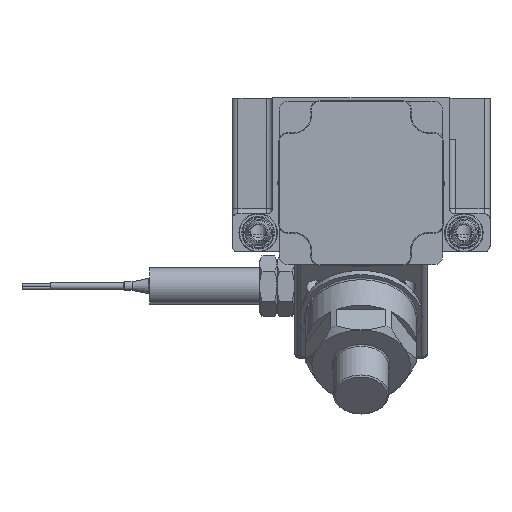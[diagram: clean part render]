
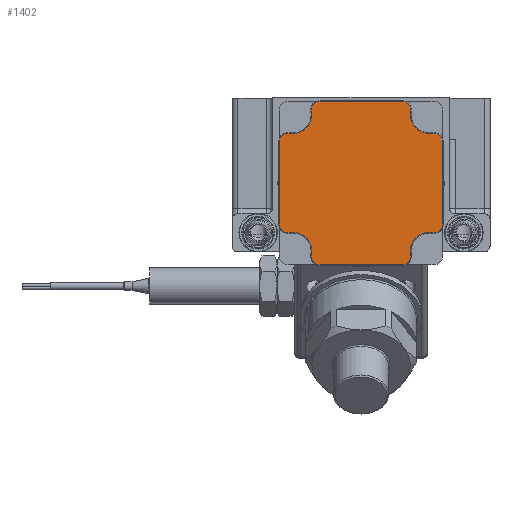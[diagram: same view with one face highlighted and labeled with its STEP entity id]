
A CAD part, top view. The second image highlights one B-rep face of the part: STEP entity #1402.
In plain terms, the highlighted planar face has unit normal (0, 0, 1).
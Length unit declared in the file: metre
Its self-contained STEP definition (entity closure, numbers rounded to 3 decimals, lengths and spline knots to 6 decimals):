
#1402 = ADVANCED_FACE( 'NONE', ( #3193 ), #3194, .T. );
#3193 = FACE_OUTER_BOUND( '', #10375, .T. );
#3194 = PLANE( '', #10376 );
#10375 = EDGE_LOOP( '', ( #18554, #18555, #18556, #18557, #18558, #18559, #18560, #18561, #18562, #18563, #18564, #18565, #18566, #18567, #18568, #18569 ) );
#10376 = AXIS2_PLACEMENT_3D( '', #18570, #18571, #18572 );
#18554 = ORIENTED_EDGE( '', *, *, #22426, .F. );
#18555 = ORIENTED_EDGE( '', *, *, #22427, .T. );
#18556 = ORIENTED_EDGE( '', *, *, #22428, .F. );
#18557 = ORIENTED_EDGE( '', *, *, #22429, .T. );
#18558 = ORIENTED_EDGE( '', *, *, #22430, .F. );
#18559 = ORIENTED_EDGE( '', *, *, #22431, .T. );
#18560 = ORIENTED_EDGE( '', *, *, #22432, .F. );
#18561 = ORIENTED_EDGE( '', *, *, #22433, .T. );
#18562 = ORIENTED_EDGE( '', *, *, #22097, .F. );
#18563 = ORIENTED_EDGE( '', *, *, #22052, .T. );
#18564 = ORIENTED_EDGE( '', *, *, #22434, .F. );
#18565 = ORIENTED_EDGE( '', *, *, #22435, .T. );
#18566 = ORIENTED_EDGE( '', *, *, #21988, .F. );
#18567 = ORIENTED_EDGE( '', *, *, #21069, .T. );
#18568 = ORIENTED_EDGE( '', *, *, #22416, .F. );
#18569 = ORIENTED_EDGE( '', *, *, #21847, .T. );
#18570 = CARTESIAN_POINT( '', ( -0.0282, 0.0282, 0.438271 ) );
#18571 = DIRECTION( '', ( 0., 0., 1. ) );
#18572 = DIRECTION( '', ( 0., 1., 0. ) );
#21069 = EDGE_CURVE( 'NONE', #23201, #23199, #23202, .T. );
#21847 = EDGE_CURVE( 'NONE', #24480, #24478, #24481, .T. );
#21988 = EDGE_CURVE( 'NONE', #23201, #24687, #24691, .T. );
#22052 = EDGE_CURVE( 'NONE', #24784, #24782, #24785, .T. );
#22097 = EDGE_CURVE( 'NONE', #24784, #24840, #24844, .T. );
#22416 = EDGE_CURVE( 'NONE', #24480, #23199, #25281, .T. );
#22426 = EDGE_CURVE( 'NONE', #25291, #24478, #25292, .T. );
#22427 = EDGE_CURVE( 'NONE', #25291, #25293, #25294, .T. );
#22428 = EDGE_CURVE( 'NONE', #25295, #25293, #25296, .T. );
#22429 = EDGE_CURVE( 'NONE', #25295, #25297, #25298, .T. );
#22430 = EDGE_CURVE( 'NONE', #25299, #25297, #25300, .T. );
#22431 = EDGE_CURVE( 'NONE', #25299, #25301, #25302, .T. );
#22432 = EDGE_CURVE( 'NONE', #25303, #25301, #25304, .T. );
#22433 = EDGE_CURVE( 'NONE', #25303, #24840, #25305, .T. );
#22434 = EDGE_CURVE( 'NONE', #25306, #24782, #25307, .T. );
#22435 = EDGE_CURVE( 'NONE', #25306, #24687, #25308, .T. );
#23199 = VERTEX_POINT( 'NONE', #26299 );
#23201 = VERTEX_POINT( 'NONE', #26302 );
#23202 = CIRCLE( '', #26303, 0.003 );
#24478 = VERTEX_POINT( 'NONE', #29051 );
#24480 = VERTEX_POINT( 'NONE', #29054 );
#24481 = CIRCLE( '', #29055, 0.003 );
#24687 = VERTEX_POINT( 'NONE', #29462 );
#24691 = LINE( '', #29468, #29469 );
#24782 = VERTEX_POINT( 'NONE', #29652 );
#24784 = VERTEX_POINT( 'NONE', #29655 );
#24785 = CIRCLE( '', #29656, 0.003 );
#24840 = VERTEX_POINT( 'NONE', #29801 );
#24844 = LINE( '', #29807, #29808 );
#25281 = CIRCLE( '', #30690, 0.006548 );
#25291 = VERTEX_POINT( 'NONE', #30700 );
#25292 = LINE( '', #30701, #30702 );
#25293 = VERTEX_POINT( 'NONE', #30703 );
#25294 = CIRCLE( '', #30704, 0.003 );
#25295 = VERTEX_POINT( 'NONE', #30705 );
#25296 = CIRCLE( '', #30706, 0.006548 );
#25297 = VERTEX_POINT( 'NONE', #30707 );
#25298 = CIRCLE( '', #30708, 0.003 );
#25299 = VERTEX_POINT( 'NONE', #30709 );
#25300 = LINE( '', #30710, #30711 );
#25301 = VERTEX_POINT( 'NONE', #30712 );
#25302 = CIRCLE( '', #30713, 0.003 );
#25303 = VERTEX_POINT( 'NONE', #30714 );
#25304 = CIRCLE( '', #30715, 0.006548 );
#25305 = CIRCLE( '', #30716, 0.003 );
#25306 = VERTEX_POINT( 'NONE', #30717 );
#25307 = CIRCLE( '', #30718, 0.006548 );
#25308 = CIRCLE( '', #30719, 0.003 );
#26299 = CARTESIAN_POINT( '', ( 0.024688, 0.017118, 0.438271 ) );
#26302 = CARTESIAN_POINT( '', ( 0.0282, 0.014162, 0.438271 ) );
#26303 = AXIS2_PLACEMENT_3D( '', #32374, #32375, #32376 );
#29051 = CARTESIAN_POINT( '', ( 0.014162, 0.0282, 0.438271 ) );
#29054 = CARTESIAN_POINT( '', ( 0.017118, 0.024688, 0.438271 ) );
#29055 = AXIS2_PLACEMENT_3D( '', #33269, #33270, #33271 );
#29462 = CARTESIAN_POINT( '', ( 0.0282, -0.014162, 0.438271 ) );
#29468 = CARTESIAN_POINT( '', ( 0.0282, 0.0282, 0.438271 ) );
#29469 = VECTOR( '', #33442, 1. );
#29652 = CARTESIAN_POINT( '', ( 0.017118, -0.024688, 0.438271 ) );
#29655 = CARTESIAN_POINT( '', ( 0.014162, -0.0282, 0.438271 ) );
#29656 = AXIS2_PLACEMENT_3D( '', #33512, #33513, #33514 );
#29801 = CARTESIAN_POINT( '', ( -0.014162, -0.0282, 0.438271 ) );
#29807 = CARTESIAN_POINT( '', ( -0.0282, -0.0282, 0.438271 ) );
#29808 = VECTOR( '', #33564, 1. );
#30690 = AXIS2_PLACEMENT_3D( '', #33921, #33922, #33923 );
#30700 = CARTESIAN_POINT( '', ( -0.014162, 0.0282, 0.438271 ) );
#30701 = CARTESIAN_POINT( '', ( -0.0282, 0.0282, 0.438271 ) );
#30702 = VECTOR( '', #33939, 1. );
#30703 = CARTESIAN_POINT( '', ( -0.017118, 0.024688, 0.438271 ) );
#30704 = AXIS2_PLACEMENT_3D( '', #33940, #33941, #33942 );
#30705 = CARTESIAN_POINT( '', ( -0.024688, 0.017118, 0.438271 ) );
#30706 = AXIS2_PLACEMENT_3D( '', #33943, #33944, #33945 );
#30707 = CARTESIAN_POINT( '', ( -0.0282, 0.014162, 0.438271 ) );
#30708 = AXIS2_PLACEMENT_3D( '', #33946, #33947, #33948 );
#30709 = CARTESIAN_POINT( '', ( -0.0282, -0.014162, 0.438271 ) );
#30710 = CARTESIAN_POINT( '', ( -0.0282, 0.0282, 0.438271 ) );
#30711 = VECTOR( '', #33949, 1. );
#30712 = CARTESIAN_POINT( '', ( -0.024688, -0.017118, 0.438271 ) );
#30713 = AXIS2_PLACEMENT_3D( '', #33950, #33951, #33952 );
#30714 = CARTESIAN_POINT( '', ( -0.017118, -0.024688, 0.438271 ) );
#30715 = AXIS2_PLACEMENT_3D( '', #33953, #33954, #33955 );
#30716 = AXIS2_PLACEMENT_3D( '', #33956, #33957, #33958 );
#30717 = CARTESIAN_POINT( '', ( 0.024688, -0.017118, 0.438271 ) );
#30718 = AXIS2_PLACEMENT_3D( '', #33959, #33960, #33961 );
#30719 = AXIS2_PLACEMENT_3D( '', #33962, #33963, #33964 );
#32374 = CARTESIAN_POINT( '', ( 0.0252, 0.014162, 0.438271 ) );
#32375 = DIRECTION( '', ( 0., 0., 1. ) );
#32376 = DIRECTION( '', ( -1., 0., 0. ) );
#33269 = CARTESIAN_POINT( '', ( 0.014162, 0.0252, 0.438271 ) );
#33270 = DIRECTION( '', ( 0., 0., 1. ) );
#33271 = DIRECTION( '', ( -1., 0., 0. ) );
#33442 = DIRECTION( '', ( 0., -1., 0. ) );
#33512 = CARTESIAN_POINT( '', ( 0.014162, -0.0252, 0.438271 ) );
#33513 = DIRECTION( '', ( 0., 0., 1. ) );
#33514 = DIRECTION( '', ( -1., 0., 0. ) );
#33564 = DIRECTION( '', ( -1., 0., 0. ) );
#33921 = CARTESIAN_POINT( '', ( 0.02357, 0.02357, 0.438271 ) );
#33922 = DIRECTION( '', ( 0., 0., 1. ) );
#33923 = DIRECTION( '', ( -1., 0., 0. ) );
#33939 = DIRECTION( '', ( 1., 0., 0. ) );
#33940 = CARTESIAN_POINT( '', ( -0.014162, 0.0252, 0.438271 ) );
#33941 = DIRECTION( '', ( 0., 0., 1. ) );
#33942 = DIRECTION( '', ( -1., 0., 0. ) );
#33943 = CARTESIAN_POINT( '', ( -0.02357, 0.02357, 0.438271 ) );
#33944 = DIRECTION( '', ( 0., 0., 1. ) );
#33945 = DIRECTION( '', ( -1., 0., 0. ) );
#33946 = CARTESIAN_POINT( '', ( -0.0252, 0.014162, 0.438271 ) );
#33947 = DIRECTION( '', ( 0., 0., 1. ) );
#33948 = DIRECTION( '', ( -1., 0., 0. ) );
#33949 = DIRECTION( '', ( 0., 1., 0. ) );
#33950 = CARTESIAN_POINT( '', ( -0.0252, -0.014162, 0.438271 ) );
#33951 = DIRECTION( '', ( 0., 0., 1. ) );
#33952 = DIRECTION( '', ( -1., 0., 0. ) );
#33953 = CARTESIAN_POINT( '', ( -0.02357, -0.02357, 0.438271 ) );
#33954 = DIRECTION( '', ( 0., 0., 1. ) );
#33955 = DIRECTION( '', ( -1., 0., 0. ) );
#33956 = CARTESIAN_POINT( '', ( -0.014162, -0.0252, 0.438271 ) );
#33957 = DIRECTION( '', ( 0., 0., 1. ) );
#33958 = DIRECTION( '', ( -1., 0., 0. ) );
#33959 = CARTESIAN_POINT( '', ( 0.02357, -0.02357, 0.438271 ) );
#33960 = DIRECTION( '', ( 0., 0., 1. ) );
#33961 = DIRECTION( '', ( -1., 0., 0. ) );
#33962 = CARTESIAN_POINT( '', ( 0.0252, -0.014162, 0.438271 ) );
#33963 = DIRECTION( '', ( 0., 0., 1. ) );
#33964 = DIRECTION( '', ( -1., 0., 0. ) );
